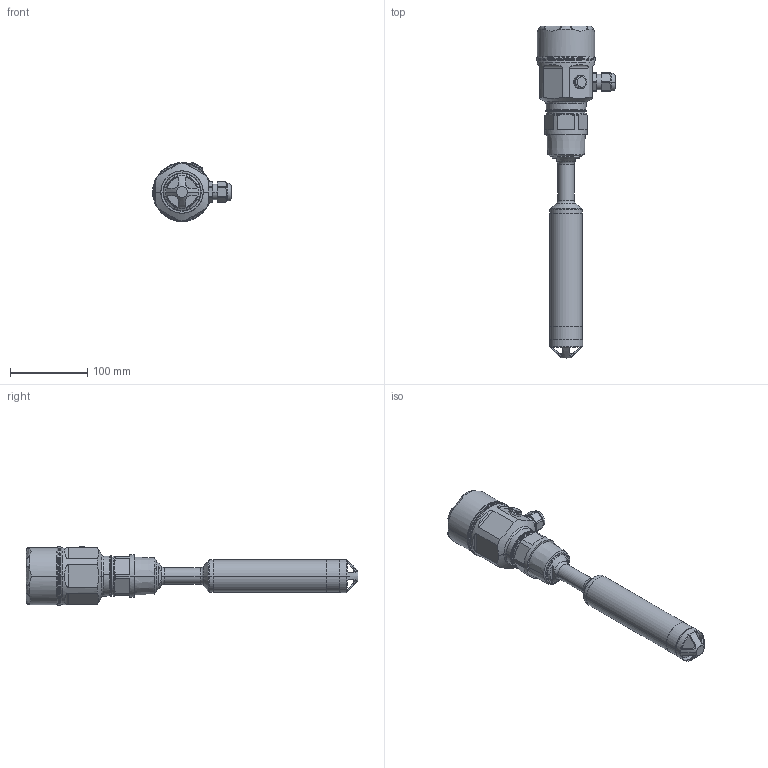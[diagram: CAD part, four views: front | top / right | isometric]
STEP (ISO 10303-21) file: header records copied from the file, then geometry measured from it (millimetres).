
FILE_DESCRIPTION((''),'2;1');
FILE_NAME('DM_CAD-2125_SW0001','2017-02-14T',('creinig-se'),(''),'PRO/ENGINEER BY PARAMETRIC TECHNOLOGY CORPORATION, 2015440','PRO/ENGINEER BY PARAMETRIC TECHNOLOGY CORPORATION, 2015440','');
FILE_SCHEMA(('CONFIG_CONTROL_DESIGN'));
Length unit declared in the file: millimetre
Products named in the file (1): DM_CAD-2125_SW0001
Bounding box: 102.1 x 430.05 x 76.43 mm (x, y, z)
Volume: 826524 mm3; surface area: 83577.8 mm2
Topology: 1 solids, 1 shells, 273 faces, 723 edges, 474 vertices
Faces by surface type: plane 111, cylinder 98, cone 42, torus 22
Entity records: 12115 total; most frequent: CARTESIAN_POINT 3073, ORIENTED_EDGE 1440, DIRECTION 1427, EDGE_CURVE 720, AXIS2_PLACEMENT_3D 573, VERTEX_POINT 468, FILL_AREA_STYLE_COLOUR 302, FILL_AREA_STYLE 302
